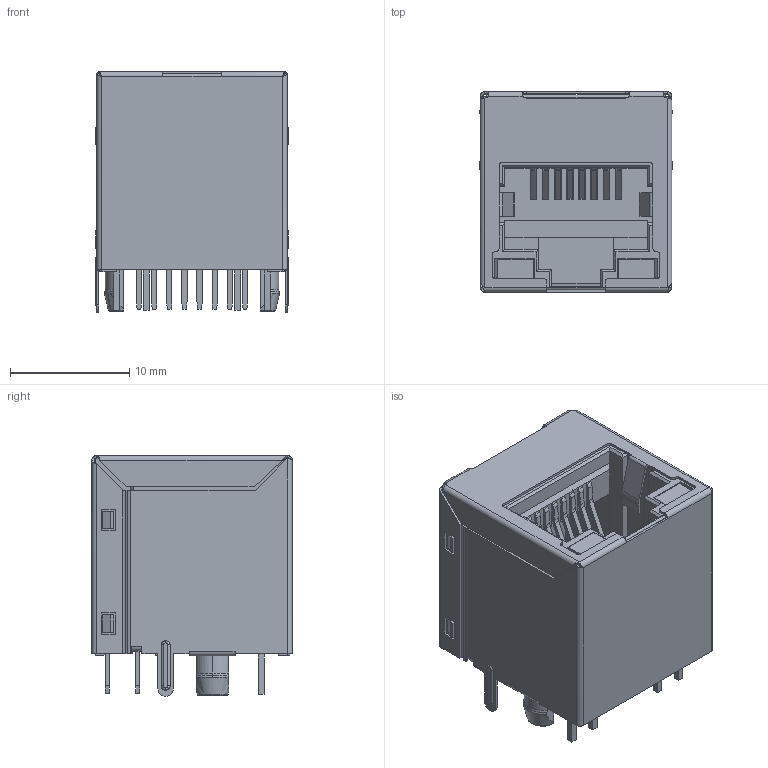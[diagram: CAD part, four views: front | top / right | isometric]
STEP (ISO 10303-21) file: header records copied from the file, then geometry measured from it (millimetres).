
FILE_DESCRIPTION (( 'STEP AP214' ), '1' );
FILE_NAME ('TMJD0012BENL.STEP', '2022-11-04T11:12:18', ( '' ), ( '' ), 'SwSTEP 2.0', 'SolidWorks 2022', '' );
FILE_SCHEMA (( 'AUTOMOTIVE_DESIGN' ));
Length unit declared in the file: millimetre
Products named in the file (1): TMJD0012BENL
Bounding box: 16.2 x 16.82 x 20.2 mm (x, y, z)
Surface area: 6805.8 mm2 (no closed solid volume)
Topology: 0 solids, 61 shells, 1601 faces, 4462 edges, 2925 vertices
Faces by surface type: plane 1206, cylinder 217, bspline 168, torus 10
Entity records: 58578 total; most frequent: CARTESIAN_POINT 18943, ORIENTED_EDGE 8330, DIRECTION 7397, EDGE_CURVE 4462, LINE 3679, VECTOR 3679, VERTEX_POINT 2925, AXIS2_PLACEMENT_3D 1859
